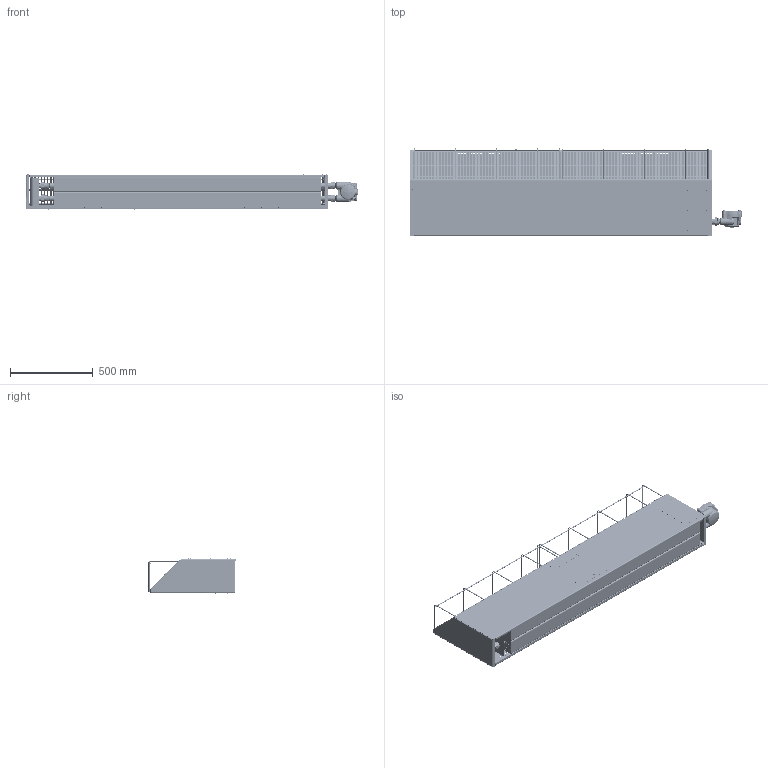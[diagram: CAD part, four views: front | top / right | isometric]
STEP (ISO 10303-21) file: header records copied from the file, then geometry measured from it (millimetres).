
FILE_DESCRIPTION (( 'STEP AP214' ), '1' );
FILE_NAME ('XEC Y MOUNT W-BLANK WIRE GUARD 71.8.STEP', '2021-08-31T20:44:41', ( '' ), ( '' ), 'SwSTEP 2.0', 'SolidWorks 2020', '' );
FILE_SCHEMA (( 'AUTOMOTIVE_DESIGN' ));
Length unit declared in the file: inch
Products named in the file (1): XEC Y MOUNT W-BLANK WIRE GUARD 71.8
Bounding box: 2002.54 x 525.14 x 215.29 mm (x, y, z)
Volume: 47766393.3 mm3; surface area: 7006404.2 mm2
Topology: 80 solids, 85 shells, 7469 faces, 18775 edges, 11708 vertices
Faces by surface type: plane 2325, cylinder 2190, cone 1040, bspline 998, torus 880, sphere 36
Entity records: 430829 total; most frequent: CARTESIAN_POINT 163730, ORIENTED_EDGE 37458, DIRECTION 32672, EDGE_CURVE 18729, AXIS2_PLACEMENT_3D 11777, VERTEX_POINT 11703, LINE 9118, VECTOR 9118
